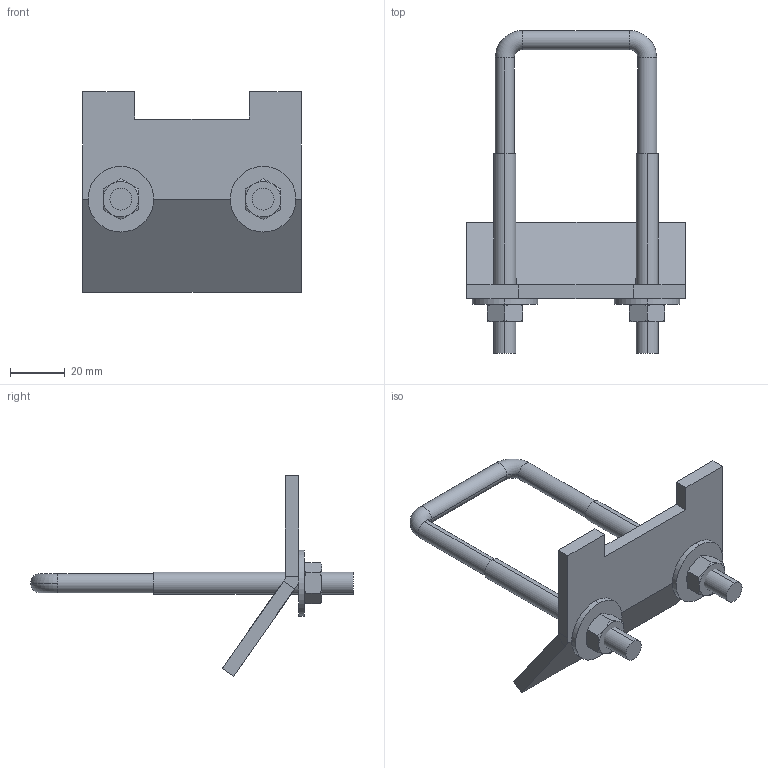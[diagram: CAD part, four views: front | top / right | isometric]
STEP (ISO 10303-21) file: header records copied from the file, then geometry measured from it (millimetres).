
FILE_DESCRIPTION (( 'STEP AP214' ), '1' );
FILE_NAME ('1124679.stp', '2020-01-22T08:06:53', ( '' ), ( '' ), 'SwSTEP 2.0', 'SolidWorks 2018', '' );
FILE_SCHEMA (( 'AUTOMOTIVE_DESIGN' ));
Length unit declared in the file: millimetre
Products named in the file (5): P_072081_2_Washer DIN 9021 - 8.4; 072080_Standard; 35100012_Standard; 072060_Standard; 1124679
Assembly tree (6 placements, depth 2):
  1124679
    072060_Standard
    072080_Standard
    P_072081_2_Washer DIN 9021 - 8.4  x2
    35100012_Standard  x2
Bounding box: 80 x 118 x 73.34 mm (x, y, z)
Volume: 43709.5 mm3; surface area: 23378.2 mm2
Topology: 6 solids, 6 shells, 108 faces, 264 edges, 166 vertices
Faces by surface type: plane 52, cylinder 28, bspline 24, torus 4
Entity records: 3010 total; most frequent: CARTESIAN_POINT 651, ORIENTED_EDGE 408, DIRECTION 396, EDGE_CURVE 204, AXIS2_PLACEMENT_3D 139, VERTEX_POINT 130, LINE 118, VECTOR 118
